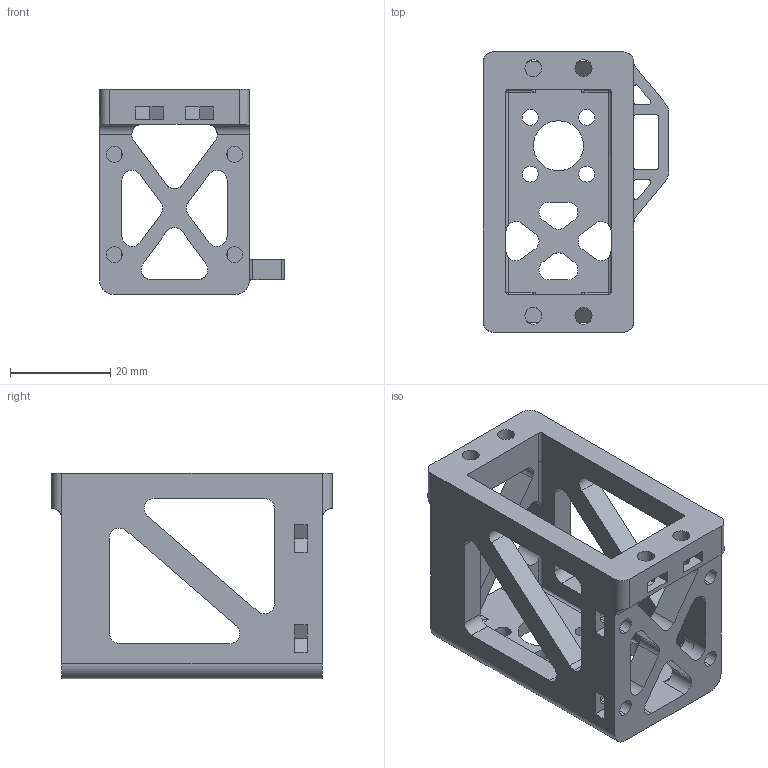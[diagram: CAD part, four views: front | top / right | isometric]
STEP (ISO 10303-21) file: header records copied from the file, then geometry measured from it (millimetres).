
FILE_DESCRIPTION (( 'STEP AP214' ), '1' );
FILE_NAME ('蚰忒嘐隅釱.STEP', '2025-03-12T09:32:44', ( 'Microsoft' ), ( 'Microsoft' ), 'SwSTEP 2.0', 'SolidWorks 2023', '' );
FILE_SCHEMA (( 'AUTOMOTIVE_DESIGN' ));
Length unit declared in the file: millimetre
Products named in the file (1): 抓手固定座
Bounding box: 37 x 56 x 41 mm (x, y, z)
Volume: 19541.7 mm3; surface area: 14524.2 mm2
Topology: 1 solids, 1 shells, 309 faces, 935 edges, 603 vertices
Faces by surface type: cylinder 176, plane 117, bspline 8, sphere 4, torus 4
Entity records: 11024 total; most frequent: CARTESIAN_POINT 2342, ORIENTED_EDGE 1858, DIRECTION 1817, EDGE_CURVE 929, AXIS2_PLACEMENT_3D 632, VERTEX_POINT 603, LINE 553, VECTOR 553
